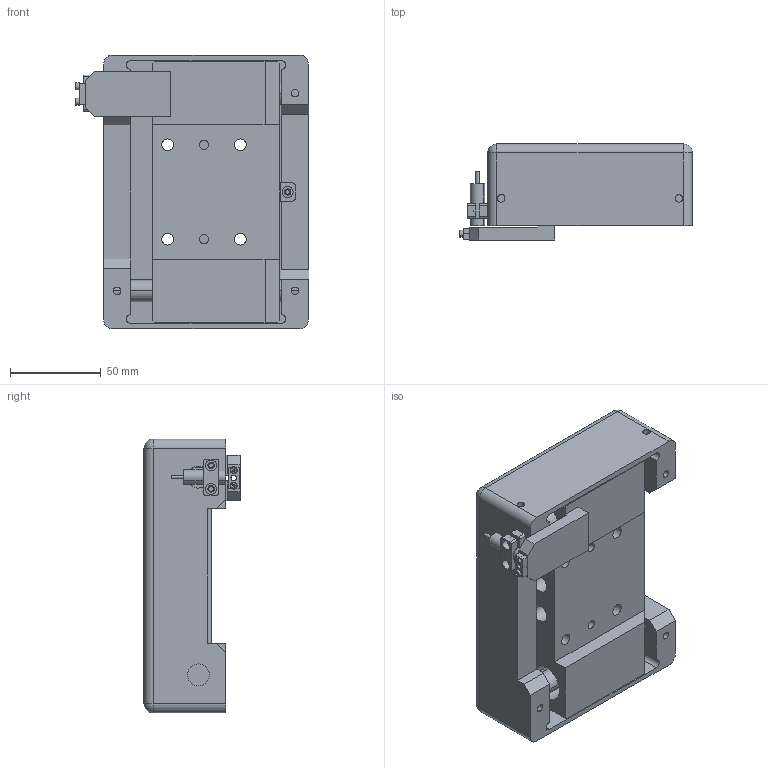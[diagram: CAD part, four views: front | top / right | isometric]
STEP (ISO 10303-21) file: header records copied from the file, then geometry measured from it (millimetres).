
FILE_DESCRIPTION (( 'STEP AP203' ), '1' );
FILE_NAME ('HT-ZG25.STEP', '2024-12-15T11:22:35', ( 'USER-' ), ( 'Microsoft' ), 'SwSTEP 2.0', 'SolidWorks 2018', '' );
FILE_SCHEMA (( 'CONFIG_CONTROL_DESIGN' ));
Length unit declared in the file: millimetre
Products named in the file (14): HT-ZG25杅耀.sldasm-Part-8; HT-ZG25杅耀.sldasm-Part-9; 埴翐芛_GB_FASTENER_SCREWS_HSHCS M2X8-N; HT-ZG25杅耀.sldasm-Part-1; 25x12-R3; HT-ZG25杅耀.sldasm-Part-11; HT-ZG25杅耀.sldasm-Part-13; HT-ZG25杅耀.sldasm-Part-12; 揤輸蚾饜极; HT-ZG25杅耀.sldasm-Part-10; HT-ZG25杅耀.sldasm-Part-5; 揤輸杅耀.sldasm-Part-9; HT-ZG25杅耀.sldasm-Part-14; HT-ZG25
Assembly tree (14 placements, depth 3):
  HT-ZG25
    HT-ZG25杅耀.sldasm-Part-1
    HT-ZG25杅耀.sldasm-Part-5
    HT-ZG25杅耀.sldasm-Part-8
    HT-ZG25杅耀.sldasm-Part-9
    HT-ZG25杅耀.sldasm-Part-10
    HT-ZG25杅耀.sldasm-Part-11
    HT-ZG25杅耀.sldasm-Part-12
    HT-ZG25杅耀.sldasm-Part-13
    HT-ZG25杅耀.sldasm-Part-14
    25x12-R3
    揤輸蚾饜极
      揤輸杅耀.sldasm-Part-9
      埴翐芛_GB_FASTENER_SCREWS_HSHCS M2X8-N  x2
Bounding box: 128.5 x 53 x 151 mm (x, y, z)
Volume: 572985.7 mm3; surface area: 131510.8 mm2
Topology: 13 solids, 13 shells, 819 faces, 2177 edges, 1430 vertices
Faces by surface type: plane 405, cylinder 225, bspline 155, cone 26, sphere 4, torus 4
Entity records: 31953 total; most frequent: CARTESIAN_POINT 11159, ORIENTED_EDGE 4230, DIRECTION 3563, EDGE_CURVE 2115, VERTEX_POINT 1397, LINE 1313, VECTOR 1313, AXIS2_PLACEMENT_3D 1125
